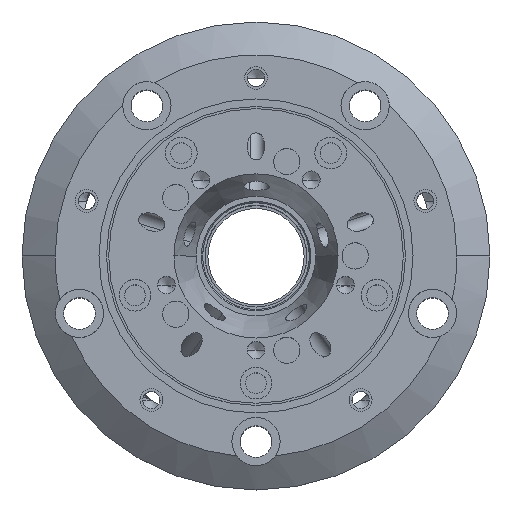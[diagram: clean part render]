
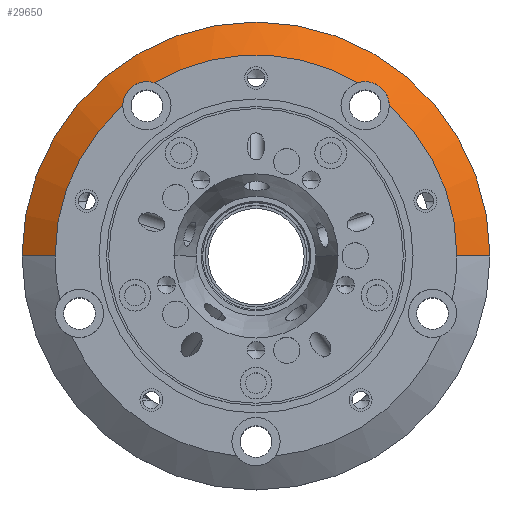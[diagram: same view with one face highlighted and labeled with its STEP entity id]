
A CAD part, top view. The second image highlights one B-rep face of the part: STEP entity #29650.
In plain terms, the highlighted conical face has half-angle 54.993 degrees and reference radius 2.672 mm.
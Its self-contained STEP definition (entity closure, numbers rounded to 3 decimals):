
#9482=CARTESIAN_POINT('POINT645',(2.875,0.,4.247));
#9483=VERTEX_POINT('VERTEX645',#9482);
#9501=CARTESIAN_POINT('POINT648',(-2.875,0.,
   4.247));
#9502=VERTEX_POINT('VERTEX648',#9501);
#9509=CARTESIAN_POINT('POS662',(0.,0.,4.247));
#9510=DIRECTION('DIR1075',(0.,0.,-1.));
#9511=DIRECTION('DIR1076',(1.,0.,0.));
#9512=AXIS2_PLACEMENT_3D('AXIS414',#9509,#9510,#9511);
#9513=CIRCLE('ELLIPSE256',#9512,2.875);
#9514=EDGE_CURVE('EDGE895',#9502,#9483,#9513,.T.);
#29573=CARTESIAN_POINT('POINT975',(2.469,0.,
   4.531));
#29574=VERTEX_POINT('VERTEX975',#29573);
#29575=CARTESIAN_POINT('POS1053',(2.672,0.,
   4.389));
#29576=DIRECTION('DIR1688',(0.819,0.,
   -0.574));
#29577=VECTOR('VEC418',#29576,1.);
#29578=LINE('STRAIGHT418',#29575,#29577);
#29579=EDGE_CURVE('EDGE1402',#29574,#9483,#29578,.T.);
#29580=ORIENTED_EDGE('COEDGE2479',*,*,#29579,.T.);
#29581=ORIENTED_EDGE('COEDGE2480',*,*,#9514,.F.);
#29582=CARTESIAN_POINT('POINT976',(-2.469,0.,
   4.531));
#29583=VERTEX_POINT('VERTEX976',#29582);
#29584=CARTESIAN_POINT('POS1054',(-2.672,0.,
   4.389));
#29585=DIRECTION('DIR1689',(0.819,0.,
   0.574));
#29586=VECTOR('VEC419',#29585,1.);
#29587=LINE('STRAIGHT419',#29584,#29586);
#29588=EDGE_CURVE('EDGE1403',#9502,#29583,#29587,.T.);
#29589=ORIENTED_EDGE('COEDGE2481',*,*,#29588,.T.);
#29590=CARTESIAN_POINT('POINT977',(-1.637,
   1.848,4.531));
#29591=VERTEX_POINT('VERTEX977',#29590);
#29592=CARTESIAN_POINT('POS1055',(0.,0.,4.531));
#29593=DIRECTION('DIR1690',(0.,0.,-1.));
#29594=DIRECTION('DIR1691',(1.,0.,0.));
#29595=AXIS2_PLACEMENT_3D('AXIS636',#29592,#29593,#29594);
#29596=CIRCLE('ELLIPSE388',#29595,2.469);
#29597=EDGE_CURVE('EDGE1404',#29583,#29591,#29596,.T.);
#29598=ORIENTED_EDGE('COEDGE2482',*,*,#29597,.T.);
#29599=CARTESIAN_POINT('POINT978',(-1.251,
   2.128,4.531));
#29600=VERTEX_POINT('VERTEX978',#29599);
#29601=B_SPLINE_CURVE_WITH_KNOTS('SPLINE_CRV276',3,(#29602,#29603,#29604
   ,#29605,#29606,#29607,#29608,#29609,#29610,#29611,#29612,#29613,
   #29614,#29615),.UNSPECIFIED.,.F.,.F.,(4,2,2,2,2,2,4),(
   0.258,0.285,0.412,
   0.539,0.666,0.793,
   0.821),.UNSPECIFIED.);
#29602=CARTESIAN_POINT('',(-1.637,1.848,
   4.531));
#29603=CARTESIAN_POINT('',(-1.637,1.856,
   4.527));
#29604=CARTESIAN_POINT('',(-1.637,1.864,
   4.523));
#29605=CARTESIAN_POINT('',(-1.632,1.911,
   4.5));
#29606=CARTESIAN_POINT('',(-1.621,1.952,
   4.483));
#29607=CARTESIAN_POINT('',(-1.579,2.027,
   4.461));
#29608=CARTESIAN_POINT('',(-1.549,2.06,
   4.455));
#29609=CARTESIAN_POINT('',(-1.481,2.11,
   4.455));
#29610=CARTESIAN_POINT('',(-1.44,2.128,
   4.461));
#29611=CARTESIAN_POINT('',(-1.355,2.145,
   4.483));
#29612=CARTESIAN_POINT('',(-1.313,2.143,
   4.5));
#29613=CARTESIAN_POINT('',(-1.267,2.133,
   4.523));
#29614=CARTESIAN_POINT('',(-1.259,2.131,
   4.527));
#29615=CARTESIAN_POINT('',(-1.251,2.128,
   4.531));
#29616=EDGE_CURVE('EDGE1405',#29591,#29600,#29601,.T.);
#29617=ORIENTED_EDGE('COEDGE2483',*,*,#29616,.T.);
#29618=CARTESIAN_POINT('POINT979',(1.251,
   2.128,4.531));
#29619=VERTEX_POINT('VERTEX979',#29618);
#29620=EDGE_CURVE('EDGE1406',#29600,#29619,#29596,.T.);
#29621=ORIENTED_EDGE('COEDGE2484',*,*,#29620,.T.);
#29622=CARTESIAN_POINT('POINT980',(1.637,
   1.848,4.531));
#29623=VERTEX_POINT('VERTEX980',#29622);
#29624=B_SPLINE_CURVE_WITH_KNOTS('SPLINE_CRV277',3,(#29625,#29626,#29627
   ,#29628,#29629,#29630,#29631,#29632,#29633,#29634,#29635,#29636,
   #29637,#29638),.UNSPECIFIED.,.F.,.F.,(4,2,2,2,2,2,4),(
   0.258,0.285,0.412,
   0.539,0.666,0.793,
   0.821),.UNSPECIFIED.);
#29625=CARTESIAN_POINT('',(1.251,2.128,
   4.531));
#29626=CARTESIAN_POINT('',(1.259,2.131,
   4.527));
#29627=CARTESIAN_POINT('',(1.267,2.133,
   4.523));
#29628=CARTESIAN_POINT('',(1.313,2.143,
   4.5));
#29629=CARTESIAN_POINT('',(1.355,2.145,
   4.483));
#29630=CARTESIAN_POINT('',(1.44,2.128,
   4.461));
#29631=CARTESIAN_POINT('',(1.481,2.11,
   4.455));
#29632=CARTESIAN_POINT('',(1.549,2.06,
   4.455));
#29633=CARTESIAN_POINT('',(1.579,2.027,
   4.461));
#29634=CARTESIAN_POINT('',(1.621,1.952,
   4.483));
#29635=CARTESIAN_POINT('',(1.632,1.911,
   4.5));
#29636=CARTESIAN_POINT('',(1.637,1.864,
   4.523));
#29637=CARTESIAN_POINT('',(1.637,1.856,
   4.527));
#29638=CARTESIAN_POINT('',(1.637,1.848,
   4.531));
#29639=EDGE_CURVE('EDGE1407',#29619,#29623,#29624,.T.);
#29640=ORIENTED_EDGE('COEDGE2485',*,*,#29639,.T.);
#29641=EDGE_CURVE('EDGE1408',#29623,#29574,#29596,.T.);
#29642=ORIENTED_EDGE('COEDGE2486',*,*,#29641,.T.);
#29643=EDGE_LOOP('NONE',(#29580,#29581,#29589,#29598,#29617,#29621,
   #29640,#29642));
#29644=FACE_BOUND('LOOP1',#29643,.T.);
#29645=CARTESIAN_POINT('POS1056',(0.,0.,4.389));
#29646=DIRECTION('DIR1692',(0.,0.,-1.));
#29647=DIRECTION('DIR1693',(1.,0.,0.));
#29648=AXIS2_PLACEMENT_3D('AXIS637',#29645,#29646,#29647);
#29649=CONICAL_SURFACE('CONE_SURF145',#29648,2.672,
   0.96);
#29650=ADVANCED_FACE('FACE423',(#29644),#29649,.T.);
